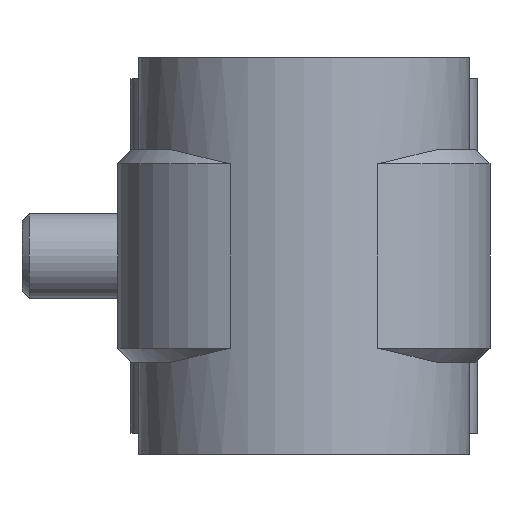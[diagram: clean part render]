
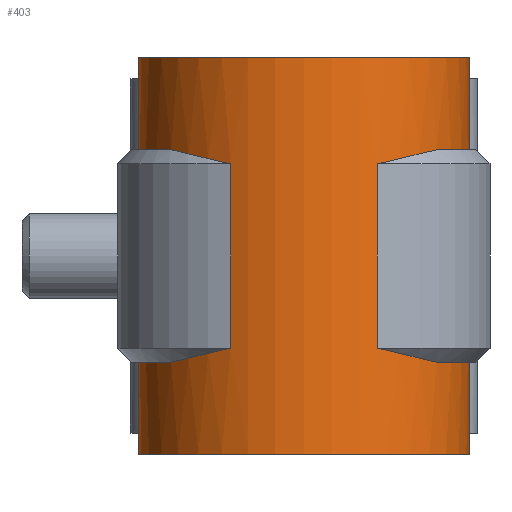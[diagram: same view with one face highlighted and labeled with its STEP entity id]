
A CAD part, front view. The second image highlights one B-rep face of the part: STEP entity #403.
In plain terms, the highlighted cylindrical face has radius 11.685 mm (diameter 23.37 mm), a partial arc.
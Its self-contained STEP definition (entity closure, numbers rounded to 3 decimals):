
#403 = ADVANCED_FACE( '', ( #709 ), #710, .T. );
#709 = FACE_OUTER_BOUND( '', #1735, .T. );
#710 = CYLINDRICAL_SURFACE( '', #1736, 11.685 );
#1735 = EDGE_LOOP( '', ( #3720, #3721, #3722, #3723, #3724, #3725, #3726, #3727, #3728, #3729, #3730, #3731, #3732, #3733, #3734, #3735 ) );
#1736 = AXIS2_PLACEMENT_3D( '', #3736, #3737, #3738 );
#3720 = ORIENTED_EDGE( '', *, *, #4845, .T. );
#3721 = ORIENTED_EDGE( '', *, *, #5000, .T. );
#3722 = ORIENTED_EDGE( '', *, *, #5001, .T. );
#3723 = ORIENTED_EDGE( '', *, *, #5002, .F. );
#3724 = ORIENTED_EDGE( '', *, *, #5003, .T. );
#3725 = ORIENTED_EDGE( '', *, *, #5004, .F. );
#3726 = ORIENTED_EDGE( '', *, *, #4839, .T. );
#3727 = ORIENTED_EDGE( '', *, *, #5005, .F. );
#3728 = ORIENTED_EDGE( '', *, *, #4855, .F. );
#3729 = ORIENTED_EDGE( '', *, *, #5006, .F. );
#3730 = ORIENTED_EDGE( '', *, *, #5007, .T. );
#3731 = ORIENTED_EDGE( '', *, *, #5008, .F. );
#3732 = ORIENTED_EDGE( '', *, *, #5009, .T. );
#3733 = ORIENTED_EDGE( '', *, *, #5010, .T. );
#3734 = ORIENTED_EDGE( '', *, *, #4849, .F. );
#3735 = ORIENTED_EDGE( '', *, *, #4994, .T. );
#3736 = CARTESIAN_POINT( '', ( 0., 0., -26.5 ) );
#3737 = DIRECTION( '', ( 0., 0., -1. ) );
#3738 = DIRECTION( '', ( 0., 1., 0. ) );
#4839 = EDGE_CURVE( '', #5522, #5520, #5523, .T. );
#4845 = EDGE_CURVE( '', #5515, #5532, #5534, .T. );
#4849 = EDGE_CURVE( '', #5540, #5542, #5543, .T. );
#4855 = EDGE_CURVE( '', #5552, #5536, #5554, .T. );
#4994 = EDGE_CURVE( '', #5540, #5515, #5788, .T. );
#5000 = EDGE_CURVE( '', #5532, #5798, #5799, .F. );
#5001 = EDGE_CURVE( '', #5798, #5800, #5801, .T. );
#5002 = EDGE_CURVE( '', #5802, #5800, #5803, .F. );
#5003 = EDGE_CURVE( '', #5802, #5804, #5805, .T. );
#5004 = EDGE_CURVE( '', #5522, #5804, #5806, .F. );
#5005 = EDGE_CURVE( '', #5536, #5520, #5807, .T. );
#5006 = EDGE_CURVE( '', #5808, #5552, #5809, .F. );
#5007 = EDGE_CURVE( '', #5808, #5810, #5811, .T. );
#5008 = EDGE_CURVE( '', #5812, #5810, #5813, .T. );
#5009 = EDGE_CURVE( '', #5812, #5814, #5815, .T. );
#5010 = EDGE_CURVE( '', #5814, #5542, #5816, .F. );
#5515 = VERTEX_POINT( '', #7189 );
#5520 = VERTEX_POINT( '', #7196 );
#5522 = VERTEX_POINT( '', #7199 );
#5523 = LINE( '', #7200, #7201 );
#5532 = VERTEX_POINT( '', #7218 );
#5534 = LINE( '', #7221, #7222 );
#5536 = VERTEX_POINT( '', #7224 );
#5540 = VERTEX_POINT( '', #7230 );
#5542 = VERTEX_POINT( '', #7233 );
#5543 = LINE( '', #7234, #7235 );
#5552 = VERTEX_POINT( '', #7252 );
#5554 = LINE( '', #7255, #7256 );
#5788 = CIRCLE( '', #8194, 11.685 );
#5798 = VERTEX_POINT( '', #8206 );
#5799 = CIRCLE( '', #8207, 11.685 );
#5800 = VERTEX_POINT( '', #8208 );
#5801 = B_SPLINE_CURVE_WITH_KNOTS( '', 3, ( #8209, #8210, #8211, #8212, #8213, #8214, #8215, #8216 ), .UNSPECIFIED., .F., .F., ( 4, 2, 2, 4 ), ( 0., 0.003, 0.004, 0.006 ), .UNSPECIFIED. );
#5802 = VERTEX_POINT( '', #8217 );
#5803 = LINE( '', #8218, #8219 );
#5804 = VERTEX_POINT( '', #8220 );
#5805 = B_SPLINE_CURVE_WITH_KNOTS( '', 3, ( #8221, #8222, #8223, #8224, #8225, #8226, #8227, #8228 ), .UNSPECIFIED., .F., .F., ( 4, 2, 2, 4 ), ( 0., 0.003, 0.004, 0.006 ), .UNSPECIFIED. );
#5806 = CIRCLE( '', #8229, 11.685 );
#5807 = CIRCLE( '', #8230, 11.685 );
#5808 = VERTEX_POINT( '', #8231 );
#5809 = CIRCLE( '', #8232, 11.685 );
#5810 = VERTEX_POINT( '', #8233 );
#5811 = B_SPLINE_CURVE_WITH_KNOTS( '', 3, ( #8234, #8235, #8236, #8237, #8238, #8239, #8240, #8241 ), .UNSPECIFIED., .F., .F., ( 4, 2, 2, 4 ), ( 0., 0.003, 0.004, 0.006 ), .UNSPECIFIED. );
#5812 = VERTEX_POINT( '', #8242 );
#5813 = LINE( '', #8243, #8244 );
#5814 = VERTEX_POINT( '', #8245 );
#5815 = B_SPLINE_CURVE_WITH_KNOTS( '', 3, ( #8246, #8247, #8248, #8249, #8250, #8251, #8252, #8253 ), .UNSPECIFIED., .F., .F., ( 4, 2, 2, 4 ), ( 0., 0.003, 0.004, 0.006 ), .UNSPECIFIED. );
#5816 = CIRCLE( '', #8254, 11.685 );
#7189 = CARTESIAN_POINT( '', ( 6.1, 9.966, -26.5 ) );
#7196 = CARTESIAN_POINT( '', ( 6.1, 9.966, 1.5 ) );
#7199 = CARTESIAN_POINT( '', ( 6.1, 9.966, -5. ) );
#7200 = CARTESIAN_POINT( '', ( 6.1, 9.966, -26.5 ) );
#7201 = VECTOR( '', #9108, 1000. );
#7218 = CARTESIAN_POINT( '', ( 6.1, 9.966, -20. ) );
#7221 = CARTESIAN_POINT( '', ( 6.1, 9.966, -26.5 ) );
#7222 = VECTOR( '', #9112, 1000. );
#7224 = CARTESIAN_POINT( '', ( -6.1, 9.966, 1.5 ) );
#7230 = CARTESIAN_POINT( '', ( -6.1, 9.966, -26.5 ) );
#7233 = CARTESIAN_POINT( '', ( -6.1, 9.966, -20. ) );
#7234 = CARTESIAN_POINT( '', ( -6.1, 9.966, -26.5 ) );
#7235 = VECTOR( '', #9116, 1000. );
#7252 = CARTESIAN_POINT( '', ( -6.1, 9.966, -5. ) );
#7255 = CARTESIAN_POINT( '', ( -6.1, 9.966, -26.5 ) );
#7256 = VECTOR( '', #9120, 1000. );
#8194 = AXIS2_PLACEMENT_3D( '', #9253, #9254, #9255 );
#8206 = CARTESIAN_POINT( '', ( 9.364, -6.99, -20. ) );
#8207 = AXIS2_PLACEMENT_3D( '', #9267, #9268, #9269 );
#8208 = CARTESIAN_POINT( '', ( 5.174, -10.477, -19. ) );
#8209 = CARTESIAN_POINT( '', ( 9.364, -6.99, -20. ) );
#8210 = CARTESIAN_POINT( '', ( 8.808, -7.735, -19.866 ) );
#8211 = CARTESIAN_POINT( '', ( 8.177, -8.397, -19.714 ) );
#8212 = CARTESIAN_POINT( '', ( 7.126, -9.272, -19.461 ) );
#8213 = CARTESIAN_POINT( '', ( 6.756, -9.545, -19.373 ) );
#8214 = CARTESIAN_POINT( '', ( 5.985, -10.047, -19.19 ) );
#8215 = CARTESIAN_POINT( '', ( 5.586, -10.274, -19.096 ) );
#8216 = CARTESIAN_POINT( '', ( 5.174, -10.477, -19. ) );
#8217 = CARTESIAN_POINT( '', ( 5.174, -10.477, -6. ) );
#8218 = CARTESIAN_POINT( '', ( 5.174, -10.477, -12.5 ) );
#8219 = VECTOR( '', #9270, 1000. );
#8220 = CARTESIAN_POINT( '', ( 9.364, -6.99, -5. ) );
#8221 = CARTESIAN_POINT( '', ( 5.174, -10.477, -6. ) );
#8222 = CARTESIAN_POINT( '', ( 5.998, -10.07, -5.807 ) );
#8223 = CARTESIAN_POINT( '', ( 6.76, -9.575, -5.626 ) );
#8224 = CARTESIAN_POINT( '', ( 7.813, -8.701, -5.374 ) );
#8225 = CARTESIAN_POINT( '', ( 8.149, -8.387, -5.293 ) );
#8226 = CARTESIAN_POINT( '', ( 8.787, -7.716, -5.139 ) );
#8227 = CARTESIAN_POINT( '', ( 9.086, -7.362, -5.067 ) );
#8228 = CARTESIAN_POINT( '', ( 9.364, -6.99, -5. ) );
#8229 = AXIS2_PLACEMENT_3D( '', #9271, #9272, #9273 );
#8230 = AXIS2_PLACEMENT_3D( '', #9274, #9275, #9276 );
#8231 = CARTESIAN_POINT( '', ( -9.364, -6.99, -5. ) );
#8232 = AXIS2_PLACEMENT_3D( '', #9277, #9278, #9279 );
#8233 = CARTESIAN_POINT( '', ( -5.174, -10.477, -6. ) );
#8234 = CARTESIAN_POINT( '', ( -9.364, -6.99, -5. ) );
#8235 = CARTESIAN_POINT( '', ( -8.808, -7.735, -5.134 ) );
#8236 = CARTESIAN_POINT( '', ( -8.177, -8.397, -5.286 ) );
#8237 = CARTESIAN_POINT( '', ( -7.126, -9.272, -5.539 ) );
#8238 = CARTESIAN_POINT( '', ( -6.756, -9.545, -5.627 ) );
#8239 = CARTESIAN_POINT( '', ( -5.985, -10.047, -5.81 ) );
#8240 = CARTESIAN_POINT( '', ( -5.586, -10.274, -5.904 ) );
#8241 = CARTESIAN_POINT( '', ( -5.174, -10.477, -6. ) );
#8242 = CARTESIAN_POINT( '', ( -5.174, -10.477, -19. ) );
#8243 = CARTESIAN_POINT( '', ( -5.174, -10.477, -12.5 ) );
#8244 = VECTOR( '', #9280, 1000. );
#8245 = CARTESIAN_POINT( '', ( -9.364, -6.99, -20. ) );
#8246 = CARTESIAN_POINT( '', ( -5.174, -10.477, -19. ) );
#8247 = CARTESIAN_POINT( '', ( -5.998, -10.07, -19.193 ) );
#8248 = CARTESIAN_POINT( '', ( -6.76, -9.575, -19.374 ) );
#8249 = CARTESIAN_POINT( '', ( -7.813, -8.701, -19.626 ) );
#8250 = CARTESIAN_POINT( '', ( -8.149, -8.387, -19.707 ) );
#8251 = CARTESIAN_POINT( '', ( -8.787, -7.716, -19.861 ) );
#8252 = CARTESIAN_POINT( '', ( -9.086, -7.362, -19.933 ) );
#8253 = CARTESIAN_POINT( '', ( -9.364, -6.99, -20. ) );
#8254 = AXIS2_PLACEMENT_3D( '', #9281, #9282, #9283 );
#9108 = DIRECTION( '', ( 0., 0., 1. ) );
#9112 = DIRECTION( '', ( 0., 0., 1. ) );
#9116 = DIRECTION( '', ( 0., 0., 1. ) );
#9120 = DIRECTION( '', ( 0., 0., 1. ) );
#9253 = CARTESIAN_POINT( '', ( 0., 0., -26.5 ) );
#9254 = DIRECTION( '', ( 0., 0., 1. ) );
#9255 = DIRECTION( '', ( 1., 0., 0. ) );
#9267 = CARTESIAN_POINT( '', ( 0., 0., -20. ) );
#9268 = DIRECTION( '', ( 0., 0., 1. ) );
#9269 = DIRECTION( '', ( 1., 0., 0. ) );
#9270 = DIRECTION( '', ( 0., 0., 1. ) );
#9271 = CARTESIAN_POINT( '', ( 0., 0., -5. ) );
#9272 = DIRECTION( '', ( 0., 0., 1. ) );
#9273 = DIRECTION( '', ( 1., 0., 0. ) );
#9274 = CARTESIAN_POINT( '', ( 0., 0., 1.5 ) );
#9275 = DIRECTION( '', ( 0., 0., 1. ) );
#9276 = DIRECTION( '', ( 1., 0., 0. ) );
#9277 = CARTESIAN_POINT( '', ( 0., 0., -5. ) );
#9278 = DIRECTION( '', ( 0., 0., 1. ) );
#9279 = DIRECTION( '', ( 1., 0., 0. ) );
#9280 = DIRECTION( '', ( 0., 0., 1. ) );
#9281 = CARTESIAN_POINT( '', ( 0., 0., -20. ) );
#9282 = DIRECTION( '', ( 0., 0., 1. ) );
#9283 = DIRECTION( '', ( 1., 0., 0. ) );
